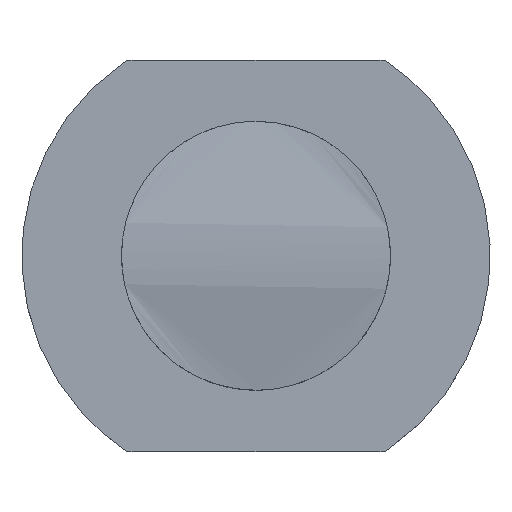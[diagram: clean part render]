
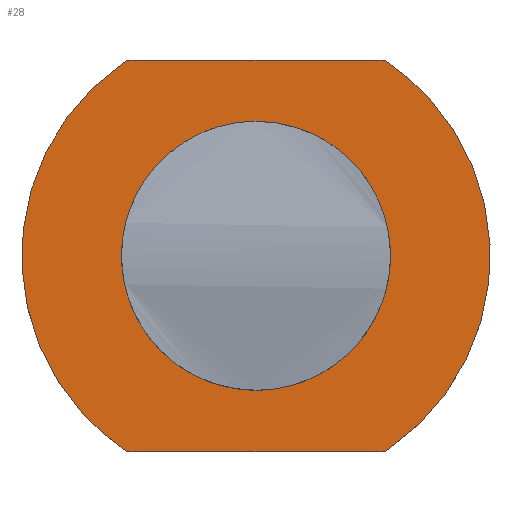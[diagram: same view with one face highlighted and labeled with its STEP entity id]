
A CAD part, top view. The second image highlights one B-rep face of the part: STEP entity #28.
In plain terms, the highlighted planar face has unit normal (0, 0, 1).
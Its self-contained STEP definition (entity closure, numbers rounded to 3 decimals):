
#24=FACE_BOUND('',#53,.T.);
#28=ADVANCED_FACE('',(#40,#24),#268,.T.);
#40=FACE_OUTER_BOUND('',#52,.T.);
#52=EDGE_LOOP('',(#70,#71,#72,#73,#74,#75,#76,#77,#78,#79,#80,#81,#82,#83));
#53=EDGE_LOOP('',(#84,#85));
#70=ORIENTED_EDGE('',*,*,#152,.F.);
#71=ORIENTED_EDGE('',*,*,#154,.F.);
#72=ORIENTED_EDGE('',*,*,#153,.F.);
#73=ORIENTED_EDGE('',*,*,#160,.T.);
#74=ORIENTED_EDGE('',*,*,#175,.T.);
#75=ORIENTED_EDGE('',*,*,#159,.T.);
#76=ORIENTED_EDGE('',*,*,#157,.T.);
#77=ORIENTED_EDGE('',*,*,#158,.T.);
#78=ORIENTED_EDGE('',*,*,#156,.T.);
#79=ORIENTED_EDGE('',*,*,#155,.T.);
#80=ORIENTED_EDGE('',*,*,#163,.T.);
#81=ORIENTED_EDGE('',*,*,#162,.T.);
#82=ORIENTED_EDGE('',*,*,#161,.T.);
#83=ORIENTED_EDGE('',*,*,#151,.F.);
#84=ORIENTED_EDGE('',*,*,#186,.F.);
#85=ORIENTED_EDGE('',*,*,#149,.F.);
#149=EDGE_CURVE('',#233,#262,#190,.T.);
#151=EDGE_CURVE('',#234,#235,#213,.T.);
#152=EDGE_CURVE('',#236,#234,#214,.T.);
#153=EDGE_CURVE('',#237,#238,#215,.T.);
#154=EDGE_CURVE('',#238,#236,#216,.T.);
#155=EDGE_CURVE('',#239,#240,#217,.T.);
#156=EDGE_CURVE('',#241,#239,#218,.T.);
#157=EDGE_CURVE('',#242,#243,#219,.T.);
#158=EDGE_CURVE('',#243,#241,#220,.T.);
#159=EDGE_CURVE('',#244,#242,#221,.T.);
#160=EDGE_CURVE('',#237,#245,#222,.T.);
#161=EDGE_CURVE('',#246,#235,#192,.T.);
#162=EDGE_CURVE('',#247,#246,#193,.T.);
#163=EDGE_CURVE('',#240,#247,#194,.T.);
#175=EDGE_CURVE('',#245,#244,#200,.T.);
#186=EDGE_CURVE('',#262,#233,#208,.T.);
#190=(
BOUNDED_CURVE()
B_SPLINE_CURVE(2,(#446,#447,#448,#449,#450),.UNSPECIFIED.,.F.,.F.)
B_SPLINE_CURVE_WITH_KNOTS((3,2,3),(0.,5.655,11.31),
 .UNSPECIFIED.)
CURVE()
GEOMETRIC_REPRESENTATION_ITEM()
RATIONAL_B_SPLINE_CURVE((1.,0.707,1.,0.707,1.))
REPRESENTATION_ITEM('')
);
#192=(
BOUNDED_CURVE()
B_SPLINE_CURVE(2,(#493,#494,#495),.UNSPECIFIED.,.F.,.F.)
B_SPLINE_CURVE_WITH_KNOTS((3,3),(-0.103,0.),.UNSPECIFIED.)
CURVE()
GEOMETRIC_REPRESENTATION_ITEM()
RATIONAL_B_SPLINE_CURVE((1.,1.,1.))
REPRESENTATION_ITEM('')
);
#193=(
BOUNDED_CURVE()
B_SPLINE_CURVE(2,(#496,#497,#498,#499,#500),.UNSPECIFIED.,.F.,.F.)
B_SPLINE_CURVE_WITH_KNOTS((3,2,3),(0.09,5.673,
11.255),.UNSPECIFIED.)
CURVE()
GEOMETRIC_REPRESENTATION_ITEM()
RATIONAL_B_SPLINE_CURVE((1.,0.885,1.,0.885,1.))
REPRESENTATION_ITEM('')
);
#194=(
BOUNDED_CURVE()
B_SPLINE_CURVE(2,(#501,#502,#503),.UNSPECIFIED.,.F.,.F.)
B_SPLINE_CURVE_WITH_KNOTS((3,3),(-0.103,0.),.UNSPECIFIED.)
CURVE()
GEOMETRIC_REPRESENTATION_ITEM()
RATIONAL_B_SPLINE_CURVE((1.,1.,1.))
REPRESENTATION_ITEM('')
);
#200=(
BOUNDED_CURVE()
B_SPLINE_CURVE(2,(#543,#544,#545,#546,#547),.UNSPECIFIED.,.F.,.F.)
B_SPLINE_CURVE_WITH_KNOTS((3,2,3),(0.09,5.672,11.255),
 .UNSPECIFIED.)
CURVE()
GEOMETRIC_REPRESENTATION_ITEM()
RATIONAL_B_SPLINE_CURVE((1.,0.885,1.,0.885,1.))
REPRESENTATION_ITEM('')
);
#208=(
BOUNDED_CURVE()
B_SPLINE_CURVE(2,(#600,#601,#602,#603,#604),.UNSPECIFIED.,.F.,.F.)
B_SPLINE_CURVE_WITH_KNOTS((3,2,3),(11.31,16.965,22.619),
 .UNSPECIFIED.)
CURVE()
GEOMETRIC_REPRESENTATION_ITEM()
RATIONAL_B_SPLINE_CURVE((1.,0.707,1.,0.707,1.))
REPRESENTATION_ITEM('')
);
#213=B_SPLINE_CURVE_WITH_KNOTS('',3,(#453,#454,#455,#456),.UNSPECIFIED.,
 .F.,.F.,(4,4),(-0.122,0.),.UNSPECIFIED.);
#214=B_SPLINE_CURVE_WITH_KNOTS('',3,(#457,#458,#459,#460),.UNSPECIFIED.,
 .F.,.F.,(4,4),(3.317,6.542),.UNSPECIFIED.);
#215=B_SPLINE_CURVE_WITH_KNOTS('',3,(#461,#462,#463,#464),.UNSPECIFIED.,
 .F.,.F.,(4,4),(-0.122,0.),.UNSPECIFIED.);
#216=B_SPLINE_CURVE_WITH_KNOTS('',3,(#465,#466,#467,#468),.UNSPECIFIED.,
 .F.,.F.,(4,4),(0.092,3.317),.UNSPECIFIED.);
#217=B_SPLINE_CURVE_WITH_KNOTS('',3,(#469,#470,#471,#472),.UNSPECIFIED.,
 .F.,.F.,(4,4),(-0.122,0.),.UNSPECIFIED.);
#218=B_SPLINE_CURVE_WITH_KNOTS('',3,(#473,#474,#475,#476),.UNSPECIFIED.,
 .F.,.F.,(4,4),(3.317,6.542),.UNSPECIFIED.);
#219=B_SPLINE_CURVE_WITH_KNOTS('',3,(#477,#478,#479,#480),.UNSPECIFIED.,
 .F.,.F.,(4,4),(-0.122,0.),.UNSPECIFIED.);
#220=B_SPLINE_CURVE_WITH_KNOTS('',3,(#481,#482,#483,#484),.UNSPECIFIED.,
 .F.,.F.,(4,4),(0.092,3.317),.UNSPECIFIED.);
#221=B_SPLINE_CURVE_WITH_KNOTS('',3,(#485,#486,#487,#488),.UNSPECIFIED.,
 .F.,.F.,(4,4),(-0.103,0.),.UNSPECIFIED.);
#222=B_SPLINE_CURVE_WITH_KNOTS('',3,(#489,#490,#491,#492),.UNSPECIFIED.,
 .F.,.F.,(4,4),(-0.103,0.),.UNSPECIFIED.);
#233=VERTEX_POINT('',#392);
#234=VERTEX_POINT('',#393);
#235=VERTEX_POINT('',#394);
#236=VERTEX_POINT('',#395);
#237=VERTEX_POINT('',#396);
#238=VERTEX_POINT('',#397);
#239=VERTEX_POINT('',#398);
#240=VERTEX_POINT('',#399);
#241=VERTEX_POINT('',#400);
#242=VERTEX_POINT('',#401);
#243=VERTEX_POINT('',#402);
#244=VERTEX_POINT('',#403);
#245=VERTEX_POINT('',#404);
#246=VERTEX_POINT('',#405);
#247=VERTEX_POINT('',#406);
#262=VERTEX_POINT('',#421);
#268=PLANE('',#298);
#298=AXIS2_PLACEMENT_3D('',#330,#304,$);
#304=DIRECTION('',(0.,0.,1.));
#330=CARTESIAN_POINT('',(-18.049,-6.,8.25));
#392=CARTESIAN_POINT('',(-10.684,3.5,8.25));
#393=CARTESIAN_POINT('',(-7.459,5.1,8.25));
#394=CARTESIAN_POINT('',(-7.337,5.1,8.25));
#395=CARTESIAN_POINT('',(-10.684,5.1,8.25));
#396=CARTESIAN_POINT('',(-14.031,5.1,8.25));
#397=CARTESIAN_POINT('',(-13.909,5.1,8.25));
#398=CARTESIAN_POINT('',(-7.459,-5.1,8.25));
#399=CARTESIAN_POINT('',(-7.337,-5.1,8.25));
#400=CARTESIAN_POINT('',(-10.684,-5.1,8.25));
#401=CARTESIAN_POINT('',(-14.031,-5.1,8.25));
#402=CARTESIAN_POINT('',(-13.909,-5.1,8.25));
#403=CARTESIAN_POINT('',(-14.135,-5.03,8.25));
#404=CARTESIAN_POINT('',(-14.135,5.03,8.25));
#405=CARTESIAN_POINT('',(-7.233,5.03,8.25));
#406=CARTESIAN_POINT('',(-7.233,-5.03,8.25));
#421=CARTESIAN_POINT('',(-10.684,-3.5,8.25));
#446=CARTESIAN_POINT('',(-10.684,3.5,8.25));
#447=CARTESIAN_POINT('',(-14.184,3.5,8.25));
#448=CARTESIAN_POINT('',(-14.184,0.,8.25));
#449=CARTESIAN_POINT('',(-14.184,-3.5,8.25));
#450=CARTESIAN_POINT('',(-10.684,-3.5,8.25));
#453=CARTESIAN_POINT('',(-7.459,5.1,8.25));
#454=CARTESIAN_POINT('',(-7.418,5.1,8.25));
#455=CARTESIAN_POINT('',(-7.378,5.1,8.25));
#456=CARTESIAN_POINT('',(-7.337,5.1,8.25));
#457=CARTESIAN_POINT('',(-10.684,5.1,8.25));
#458=CARTESIAN_POINT('',(-9.609,5.1,8.25));
#459=CARTESIAN_POINT('',(-8.534,5.1,8.25));
#460=CARTESIAN_POINT('',(-7.459,5.1,8.25));
#461=CARTESIAN_POINT('',(-14.031,5.1,8.25));
#462=CARTESIAN_POINT('',(-13.99,5.1,8.25));
#463=CARTESIAN_POINT('',(-13.949,5.1,8.25));
#464=CARTESIAN_POINT('',(-13.909,5.1,8.25));
#465=CARTESIAN_POINT('',(-13.909,5.1,8.25));
#466=CARTESIAN_POINT('',(-12.834,5.1,8.25));
#467=CARTESIAN_POINT('',(-11.759,5.1,8.25));
#468=CARTESIAN_POINT('',(-10.684,5.1,8.25));
#469=CARTESIAN_POINT('',(-7.459,-5.1,8.25));
#470=CARTESIAN_POINT('',(-7.418,-5.1,8.25));
#471=CARTESIAN_POINT('',(-7.378,-5.1,8.25));
#472=CARTESIAN_POINT('',(-7.337,-5.1,8.25));
#473=CARTESIAN_POINT('',(-10.684,-5.1,8.25));
#474=CARTESIAN_POINT('',(-9.609,-5.1,8.25));
#475=CARTESIAN_POINT('',(-8.534,-5.1,8.25));
#476=CARTESIAN_POINT('',(-7.459,-5.1,8.25));
#477=CARTESIAN_POINT('',(-14.031,-5.1,8.25));
#478=CARTESIAN_POINT('',(-13.99,-5.1,8.25));
#479=CARTESIAN_POINT('',(-13.949,-5.1,8.25));
#480=CARTESIAN_POINT('',(-13.909,-5.1,8.25));
#481=CARTESIAN_POINT('',(-13.909,-5.1,8.25));
#482=CARTESIAN_POINT('',(-12.834,-5.1,8.25));
#483=CARTESIAN_POINT('',(-11.759,-5.1,8.25));
#484=CARTESIAN_POINT('',(-10.684,-5.1,8.25));
#485=CARTESIAN_POINT('',(-14.135,-5.03,8.25));
#486=CARTESIAN_POINT('',(-14.1,-5.054,8.25));
#487=CARTESIAN_POINT('',(-14.066,-5.077,8.25));
#488=CARTESIAN_POINT('',(-14.031,-5.1,8.25));
#489=CARTESIAN_POINT('',(-14.031,5.1,8.25));
#490=CARTESIAN_POINT('',(-14.066,5.077,8.25));
#491=CARTESIAN_POINT('',(-14.1,5.054,8.25));
#492=CARTESIAN_POINT('',(-14.135,5.03,8.25));
#493=CARTESIAN_POINT('',(-7.233,5.03,8.25));
#494=CARTESIAN_POINT('',(-7.285,5.065,8.25));
#495=CARTESIAN_POINT('',(-7.337,5.1,8.25));
#496=CARTESIAN_POINT('',(-7.233,-5.03,8.25));
#497=CARTESIAN_POINT('',(-4.584,-3.212,8.25));
#498=CARTESIAN_POINT('',(-4.584,0.,8.25));
#499=CARTESIAN_POINT('',(-4.584,3.212,8.25));
#500=CARTESIAN_POINT('',(-7.233,5.03,8.25));
#501=CARTESIAN_POINT('',(-7.337,-5.1,8.25));
#502=CARTESIAN_POINT('',(-7.285,-5.065,8.25));
#503=CARTESIAN_POINT('',(-7.233,-5.03,8.25));
#543=CARTESIAN_POINT('',(-14.135,5.03,8.25));
#544=CARTESIAN_POINT('',(-16.784,3.212,8.25));
#545=CARTESIAN_POINT('',(-16.784,0.,8.25));
#546=CARTESIAN_POINT('',(-16.784,-3.212,8.25));
#547=CARTESIAN_POINT('',(-14.135,-5.03,8.25));
#600=CARTESIAN_POINT('',(-10.684,-3.5,8.25));
#601=CARTESIAN_POINT('',(-7.184,-3.5,8.25));
#602=CARTESIAN_POINT('',(-7.184,0.,8.25));
#603=CARTESIAN_POINT('',(-7.184,3.5,8.25));
#604=CARTESIAN_POINT('',(-10.684,3.5,8.25));
